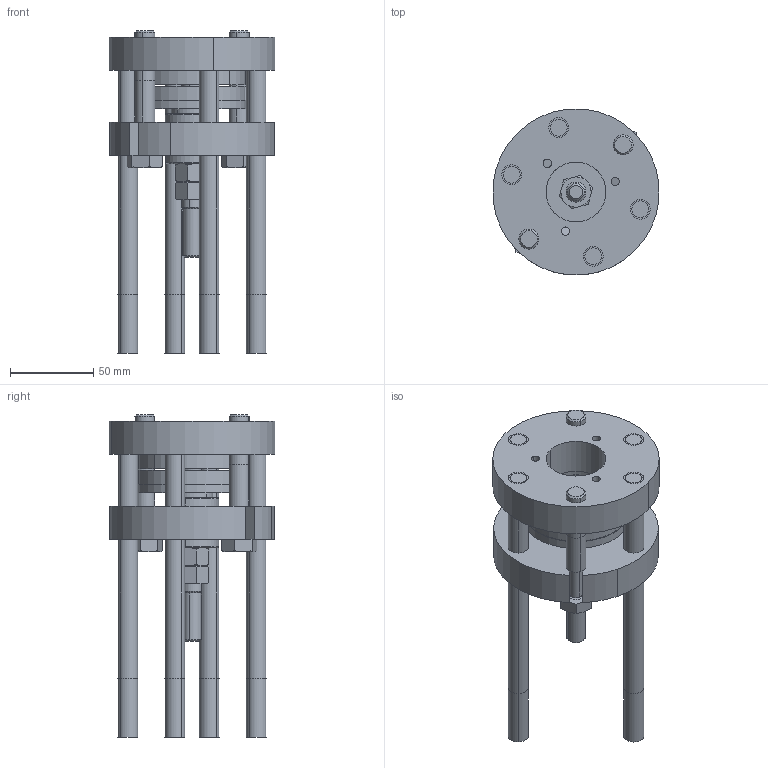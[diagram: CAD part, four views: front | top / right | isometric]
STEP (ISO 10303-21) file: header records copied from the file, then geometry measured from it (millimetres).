
FILE_DESCRIPTION(/* description */ ('VariCAD 2021-1.02 AP-214'),/* implementation_level */ '2;1');
FILE_NAME(/* name */ '08_180903_B-Grind_MK-VIII.stp',/* time_stamp */ '2021-09-04T13:17:44+02:00',/* author */ (''),/* organization */ (''),/* preprocessor_version */ 'VariCAD 2021-1.02',/* originating_system */ 'VariCAD 2021-1.02; kernel version (20180118)',/* authorisation */ '');
FILE_SCHEMA(('AUTOMOTIVE_DESIGN'));
Length unit declared in the file: millimetre
Products named in the file (38): 08_180903_B-Grind_MK-VIII; Screw M12x75; Nut M12x1.5; Part_01_Top-Disk; Part_02_Bottom-Disk; Nut M12; Part_10_Shaft-Disk
Assembly tree (37 placements, depth 2):
  08_180903_B-Grind_MK-VIII
    (unnamed)
    (unnamed)
    (unnamed)
    (unnamed)
    (unnamed)
    (unnamed)
    (unnamed)
    (unnamed)
    (unnamed)
    (unnamed)
    (unnamed)
    (unnamed)
    (unnamed)
    (unnamed)
    (unnamed)
    (unnamed)
    (unnamed)
    (unnamed)
    (unnamed)
    (unnamed)
    (unnamed)
    (unnamed)
    (unnamed)
    (unnamed)
    Screw M12x75
    (unnamed)
    Nut M12x1.5
    Screw M12x75
    (unnamed)
    (unnamed)
    Part_01_Top-Disk
    Part_02_Bottom-Disk
    (unnamed)
    Nut M12
    Nut M12
    (unnamed)
    Part_10_Shaft-Disk
Bounding box: 99.62 x 99.62 x 194 mm (x, y, z)
Volume: 436395 mm3; surface area: 128443 mm2
Topology: 37 solids, 37 shells, 477 faces, 1127 edges, 682 vertices
Faces by surface type: cylinder 172, plane 113, cone 92, sphere 72, torus 28
Entity records: 16998 total; most frequent: CARTESIAN_POINT 3035, DIRECTION 2740, ORIENTED_EDGE 2104, AXIS2_PLACEMENT_3D 1211, EDGE_CURVE 1052, VERTEX_POINT 682, CIRCLE 622, EDGE_LOOP 578
